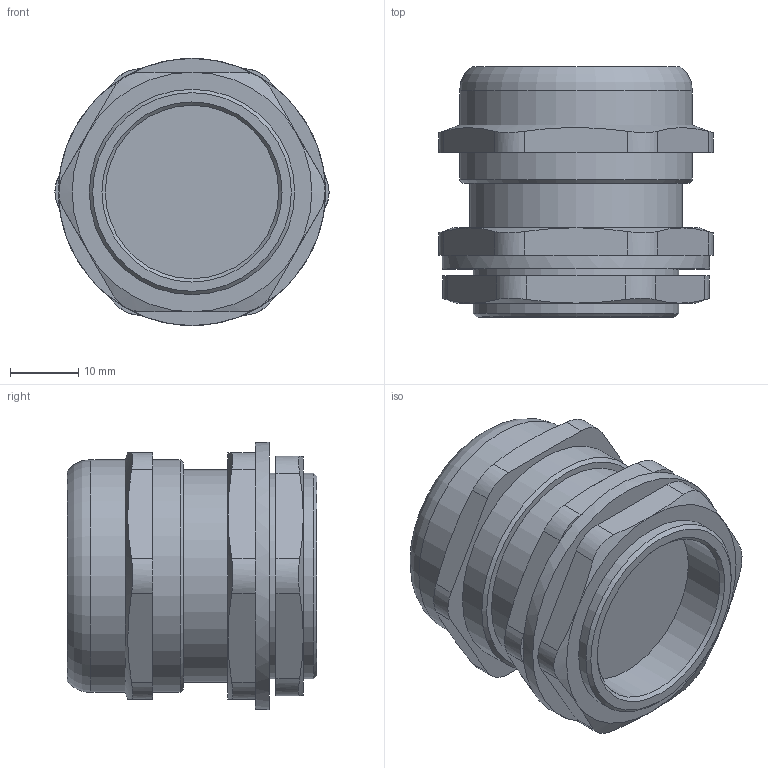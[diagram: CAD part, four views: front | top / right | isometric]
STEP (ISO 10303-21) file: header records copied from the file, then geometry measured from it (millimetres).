
FILE_DESCRIPTION(/* description */ ('','CAx-IF Rec.Pracs.---Representation and Presentation of Product Manufacturing Information (PMI)---4.0---2014-10-13'),/* implementation_level */ '2;1');
FILE_NAME(/* name */ 'ЗЭТАРУС M30 (14-22 мм).stp',/* time_stamp */ '2023-01-23T15:10:47+07:00',/* author */ ('zeta-09'),/* organization */ (''),/* preprocessor_version */ 'ST-DEVELOPER v18.1',/* originating_system */ 'Autodesk Inventor 2021',/* authorisation */ '');
FILE_SCHEMA (('AP242_MANAGED_MODEL_BASED_3D_ENGINEERING_MIM_LF { 1 0 10303 442 1 1 4 }'));
Length unit declared in the file: millimetre
Products named in the file (1): Деталь1
Bounding box: 40.02 x 36.5 x 39 mm (x, y, z)
Volume: 30277.2 mm3; surface area: 9165.4 mm2
Topology: 1 solids, 3 shells, 86 faces, 199 edges, 125 vertices
Faces by surface type: plane 42, cylinder 26, cone 16, torus 2
Full cylindrical faces by diameter (mm): 22.5 x1, 25.3 x1, 30 x2, 31 x1, 34 x2, 39 x1
Entity records: 2761 total; most frequent: CARTESIAN_POINT 651, DIRECTION 422, ORIENTED_EDGE 396, EDGE_CURVE 199, AXIS2_PLACEMENT_3D 172, VERTEX_POINT 125, EDGE_LOOP 94, STYLED_ITEM 86
